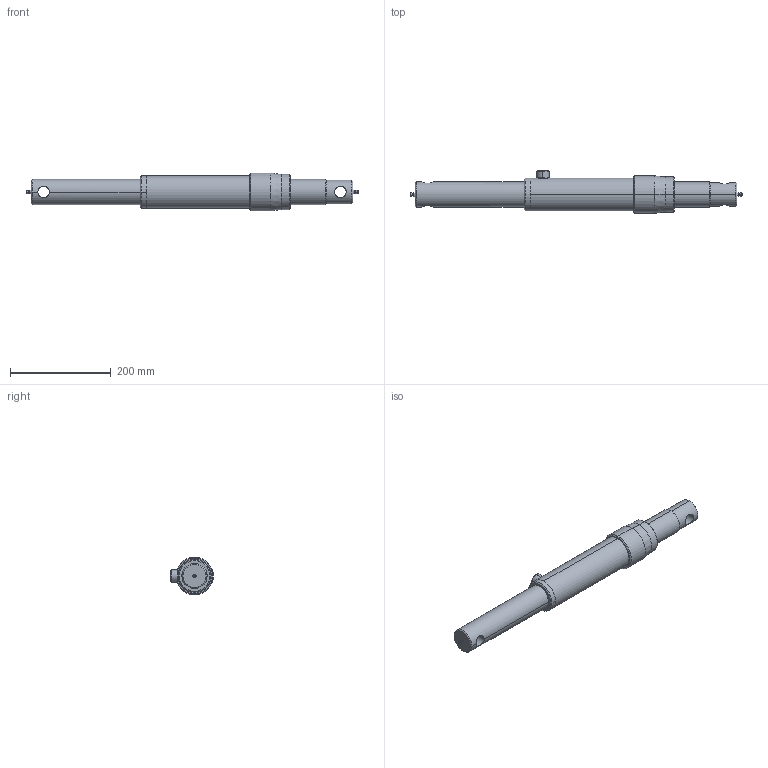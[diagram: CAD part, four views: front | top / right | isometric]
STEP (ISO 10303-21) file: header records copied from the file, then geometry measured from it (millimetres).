
FILE_DESCRIPTION (( 'STEP AP203' ), '1' );
FILE_NAME ('650.200WMM.STEP', '2014-05-23T09:21:16', ( '' ), ( '' ), 'SwSTEP 2.0', 'SolidWorks 2014', '' );
FILE_SCHEMA (( 'CONFIG_CONTROL_DESIGN' ));
Length unit declared in the file: millimetre
Products named in the file (7): Boden^650.200WMM; Schmiernippel M6; 650.200WMM; D650^650.200WMM; AL38; Stange^650.200WMM; Rohr^650.200WMM
Assembly tree (7 placements, depth 2):
  650.200WMM
    Rohr^650.200WMM
    Stange^650.200WMM
    AL38
    D650^650.200WMM
    Boden^650.200WMM
    Schmiernippel M6  x2
Bounding box: 660 x 85 x 75 mm (x, y, z)
Volume: 1600538.7 mm3; surface area: 250316.5 mm2
Topology: 7 solids, 7 shells, 130 faces, 296 edges, 180 vertices
Faces by surface type: cylinder 46, cone 46, plane 34, sphere 4
Entity records: 4355 total; most frequent: CARTESIAN_POINT 1142, DIRECTION 568, ORIENTED_EDGE 468, EDGE_CURVE 234, AXIS2_PLACEMENT_3D 232, VERTEX_POINT 140, EDGE_LOOP 128, CIRCLE 114
